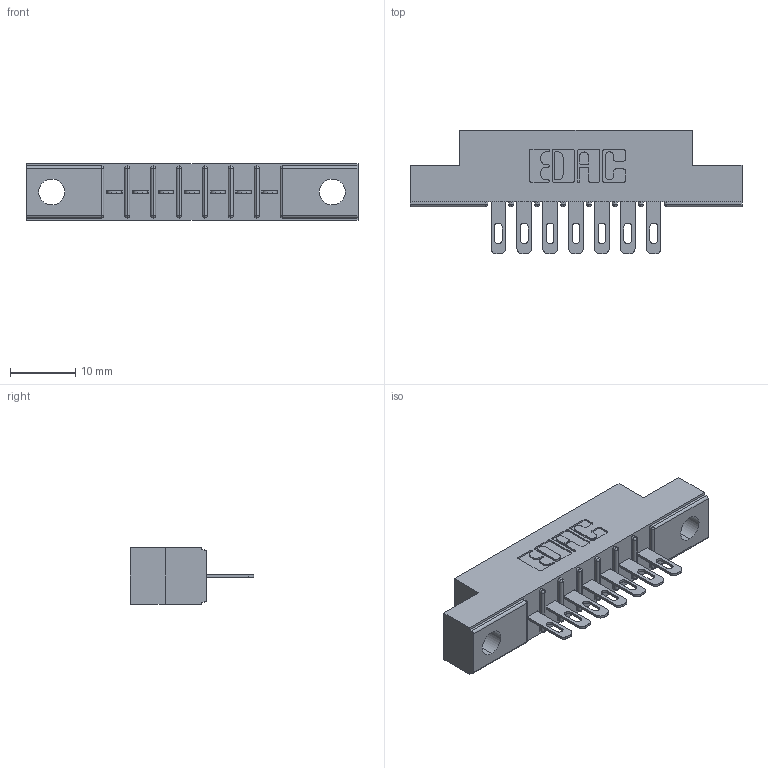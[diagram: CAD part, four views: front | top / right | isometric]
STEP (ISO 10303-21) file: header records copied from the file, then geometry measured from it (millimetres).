
FILE_DESCRIPTION (( 'STEP AP203' ), '1' );
FILE_NAME ('306-007-500-104.STEP', '2019-09-11T18:53:12', ( '' ), ( '' ), 'SwSTEP 2.0', 'SolidWorks 2016', '' );
FILE_SCHEMA (( 'CONFIG_CONTROL_DESIGN' ));
Length unit declared in the file: inch
Products named in the file (3): 306-290-001_100; 306-007-500-104; 306 Part_.156 Dia
Assembly tree (8 placements, depth 2):
  306-007-500-104
    306 Part_.156 Dia
    306-290-001_100  x7
Bounding box: 50.75 x 18.87 x 8.71 mm (x, y, z)
Volume: 3317.2 mm3; surface area: 4415.6 mm2
Topology: 8 solids, 8 shells, 662 faces, 1857 edges, 1198 vertices
Faces by surface type: plane 432, cylinder 202, sphere 28
Entity records: 11644 total; most frequent: CARTESIAN_POINT 1954, ORIENTED_EDGE 1930, DIRECTION 1923, EDGE_CURVE 965, LINE 741, VECTOR 741, VERTEX_POINT 622, AXIS2_PLACEMENT_3D 591
